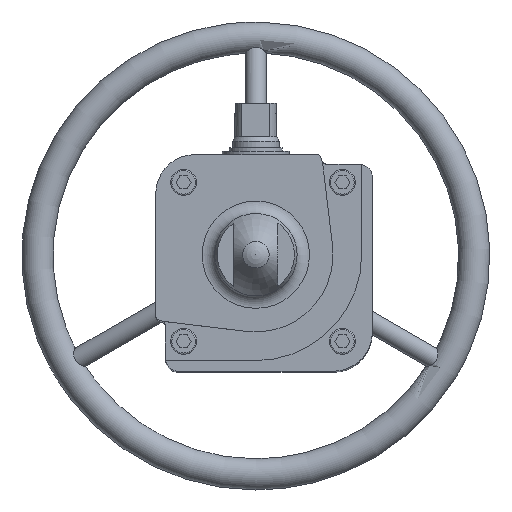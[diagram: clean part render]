
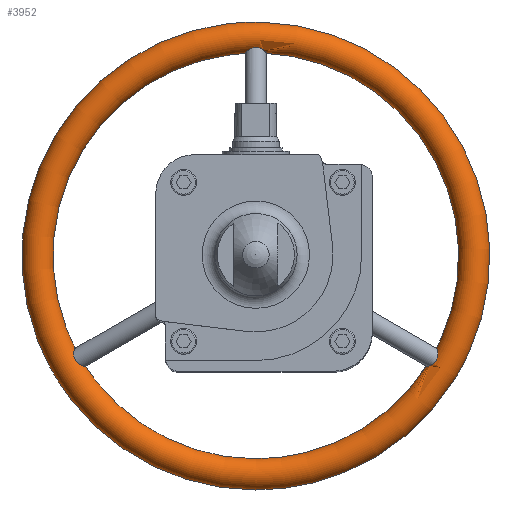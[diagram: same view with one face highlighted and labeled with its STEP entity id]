
A CAD part, top view. The second image highlights one B-rep face of the part: STEP entity #3952.
In plain terms, the highlighted toroidal (fillet/blend) face has major radius 84 mm and minor radius 6 mm.
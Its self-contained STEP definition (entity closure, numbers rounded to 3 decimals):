
#93=TOROIDAL_SURFACE('',#4281,84.,6.);
#107=B_SPLINE_CURVE_WITH_KNOTS('',3,(#6118,#6119,#6120,#6121,#6122,#6123,
#6124,#6125,#6126,#6127,#6128,#6129,#6130,#6131,#6132,#6133,#6134,#6135,
#6136,#6137),.UNSPECIFIED.,.T.,.F.,(1,1,1,1,1,1,1,1,1,1,1,1,1,1,1,1,1,1,
1,1,1,1,1,1),(-0.005,-0.003,-0.002,
0.,0.002,0.002,0.003,0.005,
0.007,0.008,0.01,0.011,
0.013,0.015,0.016,0.018,
0.02,0.021,0.023,0.025,
0.026,0.028,0.029,0.029),
 .UNSPECIFIED.);
#108=B_SPLINE_CURVE_WITH_KNOTS('',3,(#6139,#6140,#6141,#6142,#6143,#6144,
#6145,#6146,#6147,#6148,#6149,#6150,#6151,#6152,#6153,#6154,#6155,#6156,
#6157,#6158),.UNSPECIFIED.,.T.,.F.,(1,1,1,1,1,1,1,1,1,1,1,1,1,1,1,1,1,1,
1,1,1,1,1,1),(-0.005,-0.003,-0.002,
0.,0.002,0.003,0.004,0.005,
0.007,0.008,0.01,0.011,
0.013,0.015,0.016,0.018,
0.02,0.021,0.023,0.024,
0.026,0.028,0.029,0.03),
 .UNSPECIFIED.);
#109=B_SPLINE_CURVE_WITH_KNOTS('',3,(#6160,#6161,#6162,#6163,#6164,#6165,
#6166,#6167,#6168,#6169,#6170,#6171,#6172,#6173,#6174,#6175,#6176,#6177,
#6178,#6179),.UNSPECIFIED.,.T.,.F.,(1,1,1,1,1,1,1,1,1,1,1,1,1,1,1,1,1,1,
1,1,1,1,1,1),(-0.003,-0.002,-0.002,
0.,0.002,0.003,0.005,0.007,
0.008,0.01,0.011,0.013,
0.015,0.016,0.018,0.02,
0.021,0.023,0.024,0.024,
0.026,0.028,0.029,0.031),
 .UNSPECIFIED.);
#1010=ORIENTED_EDGE('',*,*,#2050,.F.);
#1011=ORIENTED_EDGE('',*,*,#2051,.T.);
#1012=ORIENTED_EDGE('',*,*,#2052,.T.);
#2050=EDGE_CURVE('',#2564,#2564,#107,.T.);
#2051=EDGE_CURVE('',#2565,#2565,#108,.T.);
#2052=EDGE_CURVE('',#2566,#2566,#109,.T.);
#2564=VERTEX_POINT('',#6138);
#2565=VERTEX_POINT('',#6159);
#2566=VERTEX_POINT('',#6180);
#3102=EDGE_LOOP('',(#1010));
#3103=EDGE_LOOP('',(#1011));
#3104=EDGE_LOOP('',(#1012));
#3490=FACE_BOUND('',#3102,.T.);
#3491=FACE_BOUND('',#3103,.T.);
#3492=FACE_BOUND('',#3104,.T.);
#3952=ADVANCED_FACE('',(#3490,#3491,#3492),#93,.T.);
#4281=AXIS2_PLACEMENT_3D('',#6117,#4826,#4827);
#4826=DIRECTION('',(0.,0.,-1.));
#4827=DIRECTION('',(-1.,0.,0.));
#6117=CARTESIAN_POINT('',(0.,0.,-179.8));
#6118=CARTESIAN_POINT('',(-3.569,77.94,-180.795));
#6119=CARTESIAN_POINT('',(-2.62,78.374,-182.106));
#6120=CARTESIAN_POINT('',(-1.562,78.83,-182.885));
#6121=CARTESIAN_POINT('',(-0.53,79.067,-183.217));
#6122=CARTESIAN_POINT('',(0.59,79.099,-183.259));
#6123=CARTESIAN_POINT('',(1.861,78.723,-182.746));
#6124=CARTESIAN_POINT('',(3.001,78.193,-181.671));
#6125=CARTESIAN_POINT('',(3.812,77.855,-180.252));
#6126=CARTESIAN_POINT('',(4.115,77.935,-178.58));
#6127=CARTESIAN_POINT('',(3.719,78.515,-177.038));
#6128=CARTESIAN_POINT('',(2.743,79.324,-175.929));
#6129=CARTESIAN_POINT('',(1.367,80.03,-175.283));
#6130=CARTESIAN_POINT('',(-0.302,80.261,-175.114));
#6131=CARTESIAN_POINT('',(-1.9,79.81,-175.462));
#6132=CARTESIAN_POINT('',(-3.143,79.031,-176.271));
#6133=CARTESIAN_POINT('',(-3.937,78.265,-177.541));
#6134=CARTESIAN_POINT('',(-4.083,77.845,-179.186));
#6135=CARTESIAN_POINT('',(-3.569,77.94,-180.795));
#6136=CARTESIAN_POINT('',(-2.62,78.374,-182.106));
#6137=CARTESIAN_POINT('',(-1.562,78.83,-182.885));
#6138=CARTESIAN_POINT('',(-2.567,78.393,-182.043));
#6139=CARTESIAN_POINT('',(65.373,-42.46,-179.181));
#6140=CARTESIAN_POINT('',(65.716,-42.059,-180.801));
#6141=CARTESIAN_POINT('',(66.557,-41.461,-182.096));
#6142=CARTESIAN_POINT('',(67.475,-40.779,-182.876));
#6143=CARTESIAN_POINT('',(68.2,-40.004,-183.215));
#6144=CARTESIAN_POINT('',(68.79,-39.056,-183.263));
#6145=CARTESIAN_POINT('',(69.106,-37.761,-182.753));
#6146=CARTESIAN_POINT('',(69.217,-36.505,-181.679));
#6147=CARTESIAN_POINT('',(69.33,-35.63,-180.259));
#6148=CARTESIAN_POINT('',(69.548,-35.402,-178.6));
#6149=CARTESIAN_POINT('',(69.854,-36.03,-177.045));
#6150=CARTESIAN_POINT('',(70.067,-37.277,-175.935));
#6151=CARTESIAN_POINT('',(69.995,-38.816,-175.286));
#6152=CARTESIAN_POINT('',(69.361,-40.388,-175.113));
#6153=CARTESIAN_POINT('',(68.172,-41.547,-175.459));
#6154=CARTESIAN_POINT('',(66.875,-42.236,-176.267));
#6155=CARTESIAN_POINT('',(65.814,-42.542,-177.537));
#6156=CARTESIAN_POINT('',(65.373,-42.46,-179.181));
#6157=CARTESIAN_POINT('',(65.716,-42.059,-180.801));
#6158=CARTESIAN_POINT('',(66.557,-41.461,-182.096));
#6159=CARTESIAN_POINT('',(65.799,-42.026,-180.747));
#6160=CARTESIAN_POINT('',(-68.214,-40.052,-183.262));
#6161=CARTESIAN_POINT('',(-67.246,-40.974,-182.747));
#6162=CARTESIAN_POINT('',(-66.219,-41.693,-181.673));
#6163=CARTESIAN_POINT('',(-65.523,-42.226,-180.265));
#6164=CARTESIAN_POINT('',(-65.434,-42.53,-178.592));
#6165=CARTESIAN_POINT('',(-66.129,-42.48,-177.048));
#6166=CARTESIAN_POINT('',(-67.317,-42.041,-175.934));
#6167=CARTESIAN_POINT('',(-68.617,-41.205,-175.286));
#6168=CARTESIAN_POINT('',(-69.654,-39.88,-175.113));
#6169=CARTESIAN_POINT('',(-70.067,-38.268,-175.458));
#6170=CARTESIAN_POINT('',(-70.016,-36.802,-176.264));
#6171=CARTESIAN_POINT('',(-69.75,-35.728,-177.532));
#6172=CARTESIAN_POINT('',(-69.459,-35.386,-179.176));
#6173=CARTESIAN_POINT('',(-69.283,-35.875,-180.787));
#6174=CARTESIAN_POINT('',(-69.185,-36.906,-182.095));
#6175=CARTESIAN_POINT('',(-69.053,-38.051,-182.879));
#6176=CARTESIAN_POINT('',(-68.743,-39.066,-183.216));
#6177=CARTESIAN_POINT('',(-68.214,-40.052,-183.262));
#6178=CARTESIAN_POINT('',(-67.246,-40.974,-182.747));
#6179=CARTESIAN_POINT('',(-66.219,-41.693,-181.673));
#6180=CARTESIAN_POINT('',(-67.268,-40.909,-182.671));
